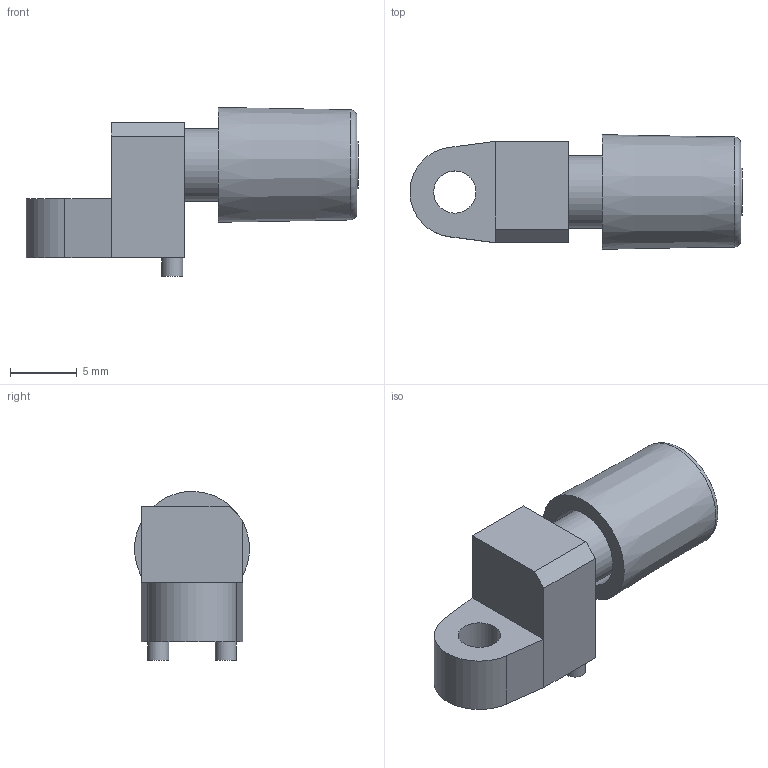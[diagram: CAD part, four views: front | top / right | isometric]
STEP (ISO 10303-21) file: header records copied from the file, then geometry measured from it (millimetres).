
FILE_DESCRIPTION(/* description */ ('Alibre Inc.'),/* implementation_level */ '2;1');
FILE_NAME(/* name */ 'export0',/* time_stamp */ '2010-05-25T13:24:32-07:00',/* author */ (''),/* organization */ (''),/* preprocessor_version */ 'ST-DEVELOPER v10',/* originating_system */ 'Alibre',/* authorisation */ '');
FILE_SCHEMA (('AUTOMOTIVE_DESIGN'));
Length unit declared in the file: centimetre
Products named in the file (3): 41 0504; 41 0512
Bounding box: 24.93 x 8.62 x 12.69 mm (x, y, z)
Volume: 1116.6 mm3; surface area: 1301 mm2
Topology: 2 solids, 2 shells, 35 faces, 68 edges, 44 vertices
Faces by surface type: plane 19, cylinder 10, cone 5, torus 1
Full cylindrical faces by diameter (mm): 1.575 x2, 2.235 x1, 3.175 x1, 3.556 x1, 3.607 x1, 4.115 x1, 5.461 x1, 6.223 x1
Entity records: 852 total; most frequent: DIRECTION 135, CARTESIAN_POINT 130, ORIENTED_EDGE 100, AXIS2_PLACEMENT_3D 66, EDGE_LOOP 61, FACE_BOUND 61, EDGE_CURVE 50, VERTEX_POINT 41
